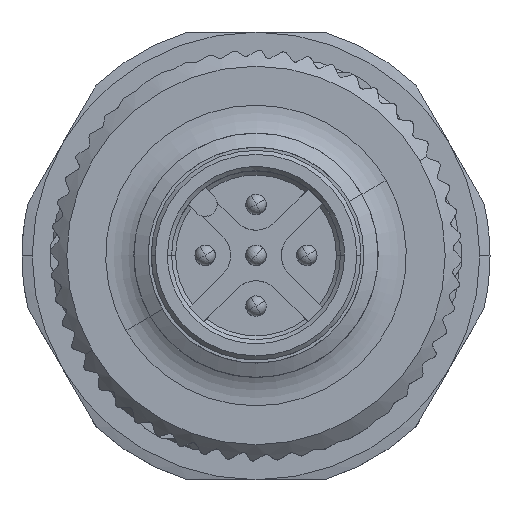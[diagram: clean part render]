
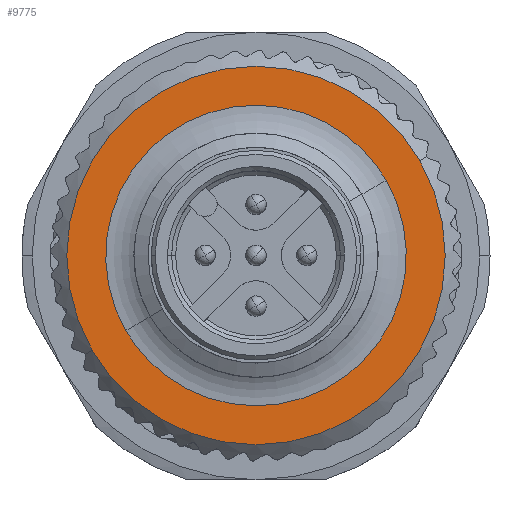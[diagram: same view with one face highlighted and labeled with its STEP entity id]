
A CAD part, top view. The second image highlights one B-rep face of the part: STEP entity #9775.
In plain terms, the highlighted planar face has unit normal (0, 0, 1).
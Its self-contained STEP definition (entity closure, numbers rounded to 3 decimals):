
#1601=AXIS2_PLACEMENT_3D('Plane Axis2P3D',#1598,#1599,#1600) ;
#8093=AXIS2_PLACEMENT_3D('Circle Axis2P3D',#8091,#8092,$) ;
#9370=AXIS2_PLACEMENT_3D('Circle Axis2P3D',#9368,#9369,$) ;
#1598=CARTESIAN_POINT('Axis2P3D Location',(11.5,11.,25.2)) ;
#6947=CARTESIAN_POINT('Vertex',(19.554,15.65,25.2)) ;
#8088=CARTESIAN_POINT('Vertex',(3.446,6.35,25.2)) ;
#8091=CARTESIAN_POINT('Axis2P3D Location',(11.5,11.,25.2)) ;
#9368=CARTESIAN_POINT('Axis2P3D Location',(11.5,11.,25.2)) ;
#9722=CARTESIAN_POINT('Control Point',(17.897,14.693,25.2)) ;
#9723=CARTESIAN_POINT('Control Point',(18.296,14.001,25.2)) ;
#9724=CARTESIAN_POINT('Control Point',(18.602,13.256,25.2)) ;
#9725=CARTESIAN_POINT('Control Point',(18.805,12.473,25.2)) ;
#9726=CARTESIAN_POINT('Control Point',(18.993,10.871,25.2)) ;
#9727=CARTESIAN_POINT('Control Point',(18.75,9.278,25.2)) ;
#9728=CARTESIAN_POINT('Control Point',(18.521,8.502,25.2)) ;
#9729=CARTESIAN_POINT('Control Point',(17.858,7.032,25.2)) ;
#9730=CARTESIAN_POINT('Control Point',(16.829,5.791,25.2)) ;
#9731=CARTESIAN_POINT('Control Point',(16.233,5.244,25.2)) ;
#9732=CARTESIAN_POINT('Control Point',(14.908,4.325,25.2)) ;
#9733=CARTESIAN_POINT('Control Point',(13.387,3.791,25.2)) ;
#9734=CARTESIAN_POINT('Control Point',(12.595,3.629,25.2)) ;
#9735=CARTESIAN_POINT('Control Point',(10.986,3.523,25.2)) ;
#9736=CARTESIAN_POINT('Control Point',(9.407,3.848,25.2)) ;
#9737=CARTESIAN_POINT('Control Point',(8.644,4.117,25.2)) ;
#9738=CARTESIAN_POINT('Control Point',(7.347,4.784,25.2)) ;
#9739=CARTESIAN_POINT('Control Point',(6.252,5.742,25.2)) ;
#9740=CARTESIAN_POINT('Control Point',(5.811,6.222,25.2)) ;
#9741=CARTESIAN_POINT('Control Point',(5.426,6.747,25.2)) ;
#9742=CARTESIAN_POINT('Control Point',(5.103,7.307,25.2)) ;
#9743=CARTESIAN_POINT('Vertex',(17.897,14.693,25.2)) ;
#9745=CARTESIAN_POINT('Vertex',(5.103,7.307,25.2)) ;
#9749=CARTESIAN_POINT('Control Point',(5.103,7.307,25.2)) ;
#9750=CARTESIAN_POINT('Control Point',(4.704,7.999,25.2)) ;
#9751=CARTESIAN_POINT('Control Point',(4.398,8.744,25.2)) ;
#9752=CARTESIAN_POINT('Control Point',(4.195,9.527,25.2)) ;
#9753=CARTESIAN_POINT('Control Point',(4.007,11.129,25.2)) ;
#9754=CARTESIAN_POINT('Control Point',(4.25,12.722,25.2)) ;
#9755=CARTESIAN_POINT('Control Point',(4.479,13.498,25.2)) ;
#9756=CARTESIAN_POINT('Control Point',(5.142,14.968,25.2)) ;
#9757=CARTESIAN_POINT('Control Point',(6.171,16.209,25.2)) ;
#9758=CARTESIAN_POINT('Control Point',(6.767,16.756,25.2)) ;
#9759=CARTESIAN_POINT('Control Point',(8.092,17.675,25.2)) ;
#9760=CARTESIAN_POINT('Control Point',(9.613,18.209,25.2)) ;
#9761=CARTESIAN_POINT('Control Point',(10.405,18.371,25.2)) ;
#9762=CARTESIAN_POINT('Control Point',(12.014,18.477,25.2)) ;
#9763=CARTESIAN_POINT('Control Point',(13.593,18.152,25.2)) ;
#9764=CARTESIAN_POINT('Control Point',(14.356,17.883,25.2)) ;
#9765=CARTESIAN_POINT('Control Point',(15.653,17.216,25.2)) ;
#9766=CARTESIAN_POINT('Control Point',(16.748,16.258,25.2)) ;
#9767=CARTESIAN_POINT('Control Point',(17.189,15.778,25.2)) ;
#9768=CARTESIAN_POINT('Control Point',(17.574,15.253,25.2)) ;
#9769=CARTESIAN_POINT('Control Point',(17.897,14.693,25.2)) ;
#1599=DIRECTION('Axis2P3D Direction',(0.,-0.,1.)) ;
#1600=DIRECTION('Axis2P3D XDirection',(0.866,0.5,0.)) ;
#8092=DIRECTION('Axis2P3D Direction',(0.,0.,-1.)) ;
#9369=DIRECTION('Axis2P3D Direction',(0.,0.,-1.)) ;
#9718=ORIENTED_EDGE('',*,*,#8095,.T.) ;
#9719=ORIENTED_EDGE('',*,*,#9372,.T.) ;
#9772=ORIENTED_EDGE('',*,*,#9747,.T.) ;
#9773=ORIENTED_EDGE('',*,*,#9770,.T.) ;
#9774=FACE_BOUND('',#9771,.T.) ;
#9775=ADVANCED_FACE('Hauptkoerper',(#9720,#9774),#1602,.T.) ;
#9721=B_SPLINE_CURVE_WITH_KNOTS('',5,(#9722,#9723,#9724,#9725,#9726,#9727,#9728,#9729,#9730,#9731,#9732,#9733,#9734,#9735,#9736,#9737,#9738,#9739,#9740,#9741,#9742),.UNSPECIFIED.,.F.,.U.,(6,3,3,3,3,3,6),(0.,5.649,11.298,16.946,22.595,28.244,32.817),.UNSPECIFIED.) ;
#9748=B_SPLINE_CURVE_WITH_KNOTS('',5,(#9749,#9750,#9751,#9752,#9753,#9754,#9755,#9756,#9757,#9758,#9759,#9760,#9761,#9762,#9763,#9764,#9765,#9766,#9767,#9768,#9769),.UNSPECIFIED.,.F.,.U.,(6,3,3,3,3,3,6),(0.,5.649,11.298,16.946,22.595,28.244,32.817),.UNSPECIFIED.) ;
#8094=CIRCLE('generated circle',#8093,9.3) ;
#9371=CIRCLE('generated circle',#9370,9.3) ;
#8095=EDGE_CURVE('',#6948,#8089,#8094,.F.) ;
#9372=EDGE_CURVE('',#8089,#6948,#9371,.F.) ;
#9747=EDGE_CURVE('',#9744,#9746,#9721,.T.) ;
#9770=EDGE_CURVE('',#9746,#9744,#9748,.T.) ;
#9717=EDGE_LOOP('',(#9718,#9719)) ;
#9771=EDGE_LOOP('',(#9772,#9773)) ;
#9720=FACE_OUTER_BOUND('',#9717,.T.) ;
#1602=PLANE('',#1601) ;
#6948=VERTEX_POINT('',#6947) ;
#8089=VERTEX_POINT('',#8088) ;
#9744=VERTEX_POINT('',#9743) ;
#9746=VERTEX_POINT('',#9745) ;
